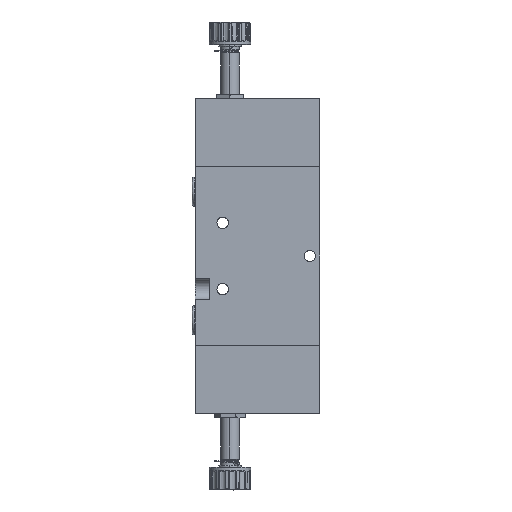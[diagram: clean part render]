
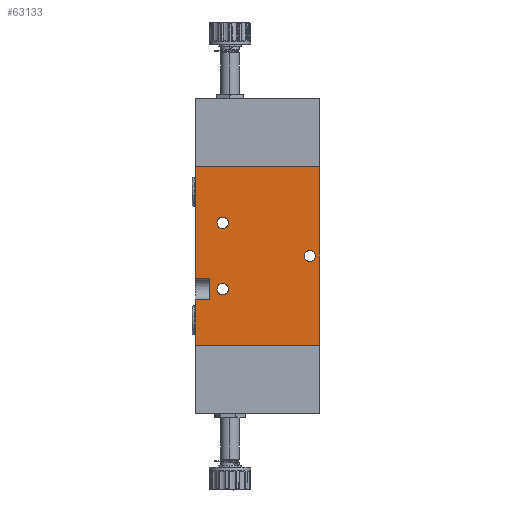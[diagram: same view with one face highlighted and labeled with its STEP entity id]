
A CAD part, left-side view. The second image highlights one B-rep face of the part: STEP entity #63133.
In plain terms, the highlighted planar face has unit normal (-1, 0, 0).
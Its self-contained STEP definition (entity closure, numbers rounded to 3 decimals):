
#2049 = ORIENTED_EDGE ( 'NONE', *, *, #80717, .T. ) ;
#2536 = AXIS2_PLACEMENT_3D ( 'NONE', #12672, #12378, #60013 ) ;
#3159 = EDGE_CURVE ( 'NONE', #55831, #49740, #61650, .T. ) ;
#3173 = ORIENTED_EDGE ( 'NONE', *, *, #85427, .T. ) ;
#3196 = AXIS2_PLACEMENT_3D ( 'NONE', #7643, #55012, #14430 ) ;
#4129 = CARTESIAN_POINT ( 'NONE',  ( -20., 16.8, 24.25 ) ) ;
#4535 = EDGE_CURVE ( 'NONE', #16863, #57414, #57221, .T. ) ;
#5478 = ORIENTED_EDGE ( 'NONE', *, *, #87024, .T. ) ;
#5544 = CIRCLE ( 'NONE', #33089, 2.75 ) ;
#5906 = PLANE ( 'NONE',  #2536 ) ;
#5918 = CARTESIAN_POINT ( 'NONE',  ( -20., 30., 86. ) ) ;
#7191 = CARTESIAN_POINT ( 'NONE',  ( -20., 16.8, 27. ) ) ;
#7304 = VECTOR ( 'NONE', #43217, 1000. ) ;
#7643 = CARTESIAN_POINT ( 'NONE',  ( -20., 16.8, 59. ) ) ;
#8105 = VERTEX_POINT ( 'NONE', #27893 ) ;
#8245 = LINE ( 'NONE', #80254, #26187 ) ;
#9719 = CARTESIAN_POINT ( 'NONE',  ( -20., -30., 0. ) ) ;
#11100 = DIRECTION ( 'NONE',  ( 0., 0., 1. ) ) ;
#11350 = ORIENTED_EDGE ( 'NONE', *, *, #16012, .T. ) ;
#11986 = FACE_OUTER_BOUND ( 'NONE', #72399, .T. ) ;
#12378 = DIRECTION ( 'NONE',  ( 1., 0., 0. ) ) ;
#12615 = AXIS2_PLACEMENT_3D ( 'NONE', #39370, #86645, #46178 ) ;
#12637 = VECTOR ( 'NONE', #32825, 1000. ) ;
#12672 = CARTESIAN_POINT ( 'NONE',  ( -20., -30., 86. ) ) ;
#12785 = CARTESIAN_POINT ( 'NONE',  ( -20., -25.2, 43. ) ) ;
#13968 = DIRECTION ( 'NONE',  ( 0., 0., -1. ) ) ;
#14430 = DIRECTION ( 'NONE',  ( 0., 0., -1. ) ) ;
#16012 = EDGE_CURVE ( 'NONE', #54595, #50159, #18873, .T. ) ;
#16263 = VECTOR ( 'NONE', #61785, 1000. ) ;
#16667 = ORIENTED_EDGE ( 'NONE', *, *, #40426, .F. ) ;
#16863 = VERTEX_POINT ( 'NONE', #19857 ) ;
#18056 = ORIENTED_EDGE ( 'NONE', *, *, #4535, .T. ) ;
#18873 = CIRCLE ( 'NONE', #3196, 2.75 ) ;
#19037 = ORIENTED_EDGE ( 'NONE', *, *, #71350, .F. ) ;
#19569 = DIRECTION ( 'NONE',  ( 0., 0., -1. ) ) ;
#19790 = EDGE_CURVE ( 'NONE', #40793, #74347, #83452, .T. ) ;
#19857 = CARTESIAN_POINT ( 'NONE',  ( -20., 16.8, 29.75 ) ) ;
#21078 = CARTESIAN_POINT ( 'NONE',  ( -20., -25.2, 43. ) ) ;
#22837 = CARTESIAN_POINT ( 'NONE',  ( -20., 23., 86. ) ) ;
#22960 = EDGE_LOOP ( 'NONE', ( #11350, #2049 ) ) ;
#23348 = ORIENTED_EDGE ( 'NONE', *, *, #66569, .T. ) ;
#23592 = VERTEX_POINT ( 'NONE', #69263 ) ;
#24086 = CARTESIAN_POINT ( 'NONE',  ( -20., 23., 32. ) ) ;
#25734 = VECTOR ( 'NONE', #11100, 1000. ) ;
#25886 = CARTESIAN_POINT ( 'NONE',  ( -20., 30., 86. ) ) ;
#25982 = CIRCLE ( 'NONE', #41447, 2.75 ) ;
#26187 = VECTOR ( 'NONE', #39732, 1000. ) ;
#26250 = VECTOR ( 'NONE', #80050, 1000. ) ;
#27852 = DIRECTION ( 'NONE',  ( 0., 0., -1. ) ) ;
#27893 = CARTESIAN_POINT ( 'NONE',  ( -20., 30., 0. ) ) ;
#29810 = CARTESIAN_POINT ( 'NONE',  ( -20., 30., 86. ) ) ;
#29991 = FACE_BOUND ( 'NONE', #50547, .T. ) ;
#32825 = DIRECTION ( 'NONE',  ( 0., 0., -1. ) ) ;
#33089 = AXIS2_PLACEMENT_3D ( 'NONE', #21078, #68396, #27852 ) ;
#33945 = ORIENTED_EDGE ( 'NONE', *, *, #19790, .T. ) ;
#34784 = CARTESIAN_POINT ( 'NONE',  ( -20., 16.8, 59. ) ) ;
#34874 = CARTESIAN_POINT ( 'NONE',  ( -20., -30., 32. ) ) ;
#35545 = CARTESIAN_POINT ( 'NONE',  ( -20., 30., 86. ) ) ;
#36316 = AXIS2_PLACEMENT_3D ( 'NONE', #12785, #60109, #19569 ) ;
#36371 = LINE ( 'NONE', #34874, #16263 ) ;
#38681 = CIRCLE ( 'NONE', #62542, 2.75 ) ;
#39370 = CARTESIAN_POINT ( 'NONE',  ( -20., 16.8, 27. ) ) ;
#39732 = DIRECTION ( 'NONE',  ( 0., -1., 0. ) ) ;
#40364 = ORIENTED_EDGE ( 'NONE', *, *, #3159, .F. ) ;
#40426 = EDGE_CURVE ( 'NONE', #42000, #8105, #79296, .T. ) ;
#40793 = VERTEX_POINT ( 'NONE', #80967 ) ;
#41447 = AXIS2_PLACEMENT_3D ( 'NONE', #7191, #54528, #13968 ) ;
#41585 = DIRECTION ( 'NONE',  ( 0., 0., -1. ) ) ;
#42000 = VERTEX_POINT ( 'NONE', #9719 ) ;
#43217 = DIRECTION ( 'NONE',  ( 0., 1., 0. ) ) ;
#43807 = LINE ( 'NONE', #78852, #25734 ) ;
#46178 = DIRECTION ( 'NONE',  ( 0., 0., -1. ) ) ;
#46849 = CARTESIAN_POINT ( 'NONE',  ( -20., 16.8, 56.25 ) ) ;
#47482 = ORIENTED_EDGE ( 'NONE', *, *, #66163, .T. ) ;
#47970 = VECTOR ( 'NONE', #63384, 1000. ) ;
#48028 = FACE_BOUND ( 'NONE', #49993, .T. ) ;
#48569 = LINE ( 'NONE', #25886, #26250 ) ;
#49740 = VERTEX_POINT ( 'NONE', #24086 ) ;
#49810 = ORIENTED_EDGE ( 'NONE', *, *, #73742, .F. ) ;
#49823 = CARTESIAN_POINT ( 'NONE',  ( -20., 16.8, 61.75 ) ) ;
#49993 = EDGE_LOOP ( 'NONE', ( #33945, #5478 ) ) ;
#50159 = VERTEX_POINT ( 'NONE', #49823 ) ;
#50547 = EDGE_LOOP ( 'NONE', ( #3173, #18056 ) ) ;
#50807 = LINE ( 'NONE', #5918, #12637 ) ;
#51752 = EDGE_CURVE ( 'NONE', #77431, #53697, #84032, .T. ) ;
#52580 = ORIENTED_EDGE ( 'NONE', *, *, #60500, .T. ) ;
#53697 = VERTEX_POINT ( 'NONE', #29810 ) ;
#54528 = DIRECTION ( 'NONE',  ( 1., 0., 0. ) ) ;
#54595 = VERTEX_POINT ( 'NONE', #46849 ) ;
#55012 = DIRECTION ( 'NONE',  ( 1., 0., 0. ) ) ;
#55831 = VERTEX_POINT ( 'NONE', #62219 ) ;
#56862 = CARTESIAN_POINT ( 'NONE',  ( -20., 30., 0. ) ) ;
#57111 = ORIENTED_EDGE ( 'NONE', *, *, #51752, .T. ) ;
#57221 = CIRCLE ( 'NONE', #12615, 2.75 ) ;
#57414 = VERTEX_POINT ( 'NONE', #4129 ) ;
#60013 = DIRECTION ( 'NONE',  ( 0., 0., -1. ) ) ;
#60109 = DIRECTION ( 'NONE',  ( 1., 0., 0. ) ) ;
#60500 = EDGE_CURVE ( 'NONE', #42000, #77431, #43807, .T. ) ;
#61650 = LINE ( 'NONE', #22837, #47970 ) ;
#61785 = DIRECTION ( 'NONE',  ( 0., 1., 0. ) ) ;
#62219 = CARTESIAN_POINT ( 'NONE',  ( -20., 23., 22. ) ) ;
#62542 = AXIS2_PLACEMENT_3D ( 'NONE', #34784, #82075, #41585 ) ;
#63133 = ADVANCED_FACE ( 'NONE', ( #29991, #65962, #11986, #48028 ), #5906, .F. ) ;
#63384 = DIRECTION ( 'NONE',  ( 0., 0., 1. ) ) ;
#65962 = FACE_BOUND ( 'NONE', #22960, .T. ) ;
#66035 = VECTOR ( 'NONE', #76071, 1000. ) ;
#66163 = EDGE_CURVE ( 'NONE', #23592, #8105, #50807, .T. ) ;
#66569 = EDGE_CURVE ( 'NONE', #53697, #74246, #48569, .T. ) ;
#68396 = DIRECTION ( 'NONE',  ( 1., 0., 0. ) ) ;
#69263 = CARTESIAN_POINT ( 'NONE',  ( -20., 30., 22. ) ) ;
#71350 = EDGE_CURVE ( 'NONE', #23592, #55831, #8245, .T. ) ;
#72399 = EDGE_LOOP ( 'NONE', ( #49810, #40364, #19037, #47482, #16667, #52580, #57111, #23348 ) ) ;
#73742 = EDGE_CURVE ( 'NONE', #49740, #74246, #36371, .T. ) ;
#74246 = VERTEX_POINT ( 'NONE', #75002 ) ;
#74347 = VERTEX_POINT ( 'NONE', #75903 ) ;
#75002 = CARTESIAN_POINT ( 'NONE',  ( -20., 30., 32. ) ) ;
#75903 = CARTESIAN_POINT ( 'NONE',  ( -20., -25.2, 45.75 ) ) ;
#76071 = DIRECTION ( 'NONE',  ( 0., 1., 0. ) ) ;
#77431 = VERTEX_POINT ( 'NONE', #82844 ) ;
#78852 = CARTESIAN_POINT ( 'NONE',  ( -20., -30., 86. ) ) ;
#79296 = LINE ( 'NONE', #56862, #7304 ) ;
#80050 = DIRECTION ( 'NONE',  ( 0., 0., -1. ) ) ;
#80254 = CARTESIAN_POINT ( 'NONE',  ( -20., -30., 22. ) ) ;
#80717 = EDGE_CURVE ( 'NONE', #50159, #54595, #38681, .T. ) ;
#80967 = CARTESIAN_POINT ( 'NONE',  ( -20., -25.2, 40.25 ) ) ;
#82075 = DIRECTION ( 'NONE',  ( 1., 0., 0. ) ) ;
#82844 = CARTESIAN_POINT ( 'NONE',  ( -20., -30., 86. ) ) ;
#83452 = CIRCLE ( 'NONE', #36316, 2.75 ) ;
#84032 = LINE ( 'NONE', #35545, #66035 ) ;
#85427 = EDGE_CURVE ( 'NONE', #57414, #16863, #25982, .T. ) ;
#86645 = DIRECTION ( 'NONE',  ( 1., 0., 0. ) ) ;
#87024 = EDGE_CURVE ( 'NONE', #74347, #40793, #5544, .T. ) ;
